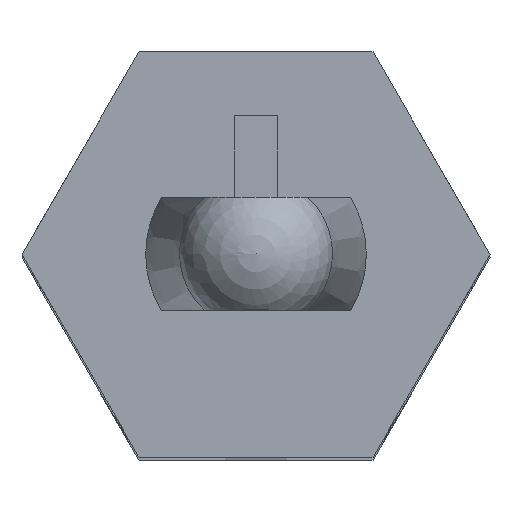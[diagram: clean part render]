
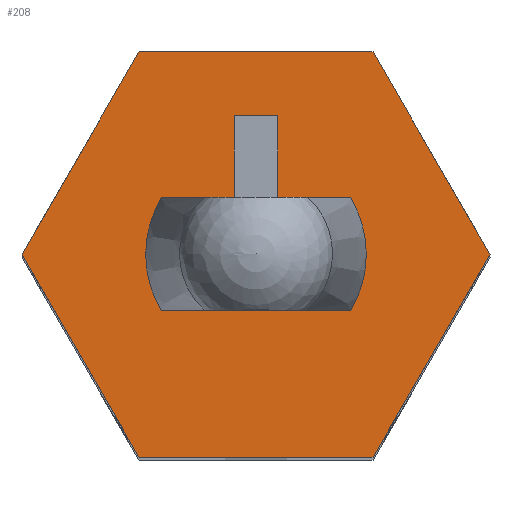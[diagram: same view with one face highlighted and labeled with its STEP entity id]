
A CAD part, top view. The second image highlights one B-rep face of the part: STEP entity #208.
In plain terms, the highlighted planar face has unit normal (0, 0, 1).
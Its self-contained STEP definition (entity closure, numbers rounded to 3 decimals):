
#208 = ADVANCED_FACE( '', ( #414, #415, #416 ), #417, .F. );
#414 = FACE_BOUND( '', #613, .T. );
#415 = FACE_BOUND( '', #614, .T. );
#416 = FACE_OUTER_BOUND( '', #615, .T. );
#417 = PLANE( '', #616 );
#613 = EDGE_LOOP( '', ( #1162, #1163, #1164, #1165 ) );
#614 = EDGE_LOOP( '', ( #1166, #1167, #1168, #1169 ) );
#615 = EDGE_LOOP( '', ( #1170, #1171, #1172, #1173, #1174, #1175 ) );
#616 = AXIS2_PLACEMENT_3D( '', #1176, #1177, #1178 );
#1162 = ORIENTED_EDGE( '', *, *, #1331, .T. );
#1163 = ORIENTED_EDGE( '', *, *, #1361, .T. );
#1164 = ORIENTED_EDGE( '', *, *, #1353, .T. );
#1165 = ORIENTED_EDGE( '', *, *, #1385, .T. );
#1166 = ORIENTED_EDGE( '', *, *, #1260, .T. );
#1167 = ORIENTED_EDGE( '', *, *, #1351, .T. );
#1168 = ORIENTED_EDGE( '', *, *, #1277, .F. );
#1169 = ORIENTED_EDGE( '', *, *, #1325, .T. );
#1170 = ORIENTED_EDGE( '', *, *, #1308, .F. );
#1171 = ORIENTED_EDGE( '', *, *, #1217, .F. );
#1172 = ORIENTED_EDGE( '', *, *, #1338, .F. );
#1173 = ORIENTED_EDGE( '', *, *, #1297, .F. );
#1174 = ORIENTED_EDGE( '', *, *, #1369, .F. );
#1175 = ORIENTED_EDGE( '', *, *, #1394, .F. );
#1176 = CARTESIAN_POINT( '', ( 0., 0., 35. ) );
#1177 = DIRECTION( '', ( 0., 0., -1. ) );
#1178 = DIRECTION( '', ( -1., 0., 0. ) );
#1217 = EDGE_CURVE( '', #1464, #1457, #1466, .T. );
#1260 = EDGE_CURVE( '', #1534, #1532, #1535, .T. );
#1277 = EDGE_CURVE( '', #1562, #1558, #1564, .T. );
#1297 = EDGE_CURVE( '', #1591, #1587, #1593, .T. );
#1308 = EDGE_CURVE( '', #1457, #1606, #1608, .T. );
#1325 = EDGE_CURVE( '', #1562, #1534, #1627, .T. );
#1331 = EDGE_CURVE( '', #1636, #1634, #1637, .T. );
#1338 = EDGE_CURVE( '', #1587, #1464, #1645, .T. );
#1351 = EDGE_CURVE( '', #1532, #1558, #1659, .T. );
#1353 = EDGE_CURVE( '', #1662, #1660, #1663, .T. );
#1361 = EDGE_CURVE( '', #1634, #1662, #1674, .T. );
#1369 = EDGE_CURVE( '', #1683, #1591, #1685, .T. );
#1385 = EDGE_CURVE( '', #1660, #1636, #1702, .T. );
#1394 = EDGE_CURVE( '', #1606, #1683, #1711, .T. );
#1457 = VERTEX_POINT( '', #1805 );
#1464 = VERTEX_POINT( '', #1815 );
#1466 = LINE( '', #1818, #1819 );
#1532 = VERTEX_POINT( '', #1918 );
#1534 = VERTEX_POINT( '', #1926 );
#1535 = CIRCLE( '', #1927, 2. );
#1558 = VERTEX_POINT( '', #1967 );
#1562 = VERTEX_POINT( '', #1973 );
#1564 = LINE( '', #1976, #1977 );
#1587 = VERTEX_POINT( '', #2009 );
#1591 = VERTEX_POINT( '', #2015 );
#1593 = LINE( '', #2018, #2019 );
#1606 = VERTEX_POINT( '', #2037 );
#1608 = LINE( '', #2040, #2041 );
#1627 = LINE( '', #2067, #2068 );
#1634 = VERTEX_POINT( '', #2079 );
#1636 = VERTEX_POINT( '', #2082 );
#1637 = LINE( '', #2083, #2084 );
#1645 = LINE( '', #2102, #2103 );
#1659 = LINE( '', #2124, #2125 );
#1660 = VERTEX_POINT( '', #2126 );
#1662 = VERTEX_POINT( '', #2137 );
#1663 = LINE( '', #2138, #2139 );
#1674 = LINE( '', #2155, #2156 );
#1683 = VERTEX_POINT( '', #2168 );
#1685 = LINE( '', #2171, #2172 );
#1702 = CIRCLE( '', #2192, 2. );
#1711 = LINE( '', #2202, #2203 );
#1805 = CARTESIAN_POINT( '', ( 4.561, 0., 35. ) );
#1815 = CARTESIAN_POINT( '', ( 2.281, 3.95, 35. ) );
#1818 = CARTESIAN_POINT( '', ( 2.281, 3.95, 35. ) );
#1819 = VECTOR( '', #2244, 1000. );
#1918 = CARTESIAN_POINT( '', ( -1.67, 1.1, 35. ) );
#1926 = CARTESIAN_POINT( '', ( -1.67, -1.1, 35. ) );
#1927 = AXIS2_PLACEMENT_3D( '', #2286, #2287, #2288 );
#1967 = CARTESIAN_POINT( '', ( -1., 1.1, 35. ) );
#1973 = CARTESIAN_POINT( '', ( -1., -1.1, 35. ) );
#1976 = CARTESIAN_POINT( '', ( -1., -1.1, 35. ) );
#1977 = VECTOR( '', #2303, 1000. );
#2009 = CARTESIAN_POINT( '', ( -2.281, 3.95, 35. ) );
#2015 = CARTESIAN_POINT( '', ( -4.561, 0., 35. ) );
#2018 = CARTESIAN_POINT( '', ( -2.281, 3.95, 35. ) );
#2019 = VECTOR( '', #2322, 1000. );
#2037 = CARTESIAN_POINT( '', ( 2.281, -3.95, 35. ) );
#2040 = CARTESIAN_POINT( '', ( 4.561, 0., 35. ) );
#2041 = VECTOR( '', #2332, 1000. );
#2067 = CARTESIAN_POINT( '', ( 2.15, -1.1, 35. ) );
#2068 = VECTOR( '', #2346, 1000. );
#2079 = CARTESIAN_POINT( '', ( 1., -1.1, 35. ) );
#2082 = CARTESIAN_POINT( '', ( 1.67, -1.1, 35. ) );
#2083 = CARTESIAN_POINT( '', ( 2.15, -1.1, 35. ) );
#2084 = VECTOR( '', #2352, 1000. );
#2102 = CARTESIAN_POINT( '', ( -2.281, 3.95, 35. ) );
#2103 = VECTOR( '', #2357, 1000. );
#2124 = CARTESIAN_POINT( '', ( -2.15, 1.1, 35. ) );
#2125 = VECTOR( '', #2365, 1000. );
#2126 = CARTESIAN_POINT( '', ( 1.67, 1.1, 35. ) );
#2137 = CARTESIAN_POINT( '', ( 1., 1.1, 35. ) );
#2138 = CARTESIAN_POINT( '', ( -2.15, 1.1, 35. ) );
#2139 = VECTOR( '', #2366, 1000. );
#2155 = CARTESIAN_POINT( '', ( 1., -1.1, 35. ) );
#2156 = VECTOR( '', #2372, 1000. );
#2168 = CARTESIAN_POINT( '', ( -2.281, -3.95, 35. ) );
#2171 = CARTESIAN_POINT( '', ( -4.561, 0., 35. ) );
#2172 = VECTOR( '', #2380, 1000. );
#2192 = AXIS2_PLACEMENT_3D( '', #2393, #2394, #2395 );
#2202 = CARTESIAN_POINT( '', ( 2.281, -3.95, 35. ) );
#2203 = VECTOR( '', #2400, 1000. );
#2244 = DIRECTION( '', ( 0.5, -0.866, 0. ) );
#2286 = CARTESIAN_POINT( '', ( 0., 0., 35. ) );
#2287 = DIRECTION( '', ( 0., 0., -1. ) );
#2288 = DIRECTION( '', ( -1., 0., 0. ) );
#2303 = DIRECTION( '', ( 0., 1., 0. ) );
#2322 = DIRECTION( '', ( 0.5, 0.866, 0. ) );
#2332 = DIRECTION( '', ( -0.5, -0.866, 0. ) );
#2346 = DIRECTION( '', ( -1., 0., 0. ) );
#2352 = DIRECTION( '', ( -1., 0., 0. ) );
#2357 = DIRECTION( '', ( 1., 0., 0. ) );
#2365 = DIRECTION( '', ( 1., 0., 0. ) );
#2366 = DIRECTION( '', ( 1., 0., 0. ) );
#2372 = DIRECTION( '', ( 0., 1., 0. ) );
#2380 = DIRECTION( '', ( -0.5, 0.866, 0. ) );
#2393 = CARTESIAN_POINT( '', ( 0., 0., 35. ) );
#2394 = DIRECTION( '', ( 0., 0., -1. ) );
#2395 = DIRECTION( '', ( -1., 0., 0. ) );
#2400 = DIRECTION( '', ( -1., 0., 0. ) );
